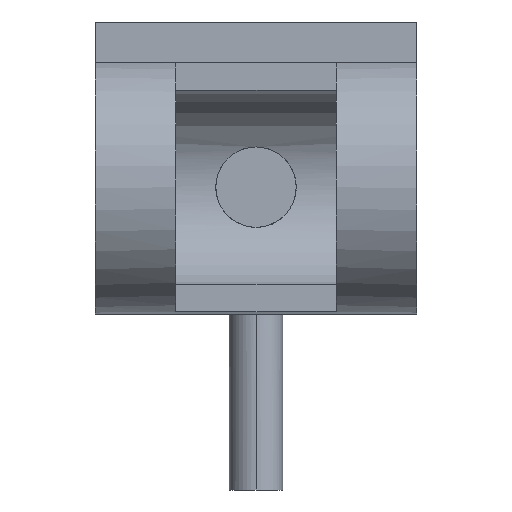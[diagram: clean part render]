
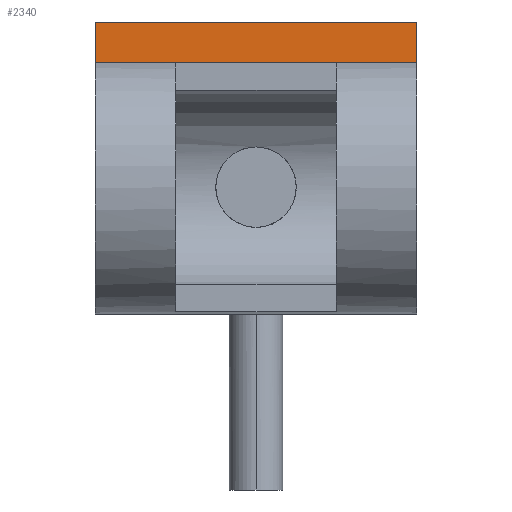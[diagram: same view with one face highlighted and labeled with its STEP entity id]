
A CAD part, front view. The second image highlights one B-rep face of the part: STEP entity #2340.
In plain terms, the highlighted planar face has unit normal (0, -1, 0).
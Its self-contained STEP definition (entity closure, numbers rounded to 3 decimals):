
#7 = CARTESIAN_POINT ( 'NONE',  ( -60., -9., 61.64 ) ) ;
#58 = AXIS2_PLACEMENT_3D ( 'NONE', #1024, #1880, #2337 ) ;
#194 = EDGE_CURVE ( 'NONE', #821, #1279, #303, .T. ) ;
#297 = DIRECTION ( 'NONE',  ( -1., 0., 0. ) ) ;
#301 = CARTESIAN_POINT ( 'NONE',  ( 60., -9., 61.64 ) ) ;
#303 = LINE ( 'NONE', #301, #1840 ) ;
#343 = DIRECTION ( 'NONE',  ( -1., 0., 0. ) ) ;
#369 = CARTESIAN_POINT ( 'NONE',  ( 60., -9., 46.64 ) ) ;
#643 = EDGE_CURVE ( 'NONE', #1690, #850, #1653, .T. ) ;
#706 = DIRECTION ( 'NONE',  ( 0., 0., -1. ) ) ;
#821 = VERTEX_POINT ( 'NONE', #2393 ) ;
#850 = VERTEX_POINT ( 'NONE', #1823 ) ;
#865 = ORIENTED_EDGE ( 'NONE', *, *, #2370, .T. ) ;
#1024 = CARTESIAN_POINT ( 'NONE',  ( 60., -9., 61.64 ) ) ;
#1078 = DIRECTION ( 'NONE',  ( 0., 0., -1. ) ) ;
#1279 = VERTEX_POINT ( 'NONE', #2219 ) ;
#1281 = VECTOR ( 'NONE', #706, 1000. ) ;
#1438 = VECTOR ( 'NONE', #343, 1000. ) ;
#1510 = EDGE_LOOP ( 'NONE', ( #865, #1691, #1687, #1685 ) ) ;
#1653 = LINE ( 'NONE', #2161, #1438 ) ;
#1685 = ORIENTED_EDGE ( 'NONE', *, *, #194, .T. ) ;
#1687 = ORIENTED_EDGE ( 'NONE', *, *, #2173, .F. ) ;
#1690 = VERTEX_POINT ( 'NONE', #369 ) ;
#1691 = ORIENTED_EDGE ( 'NONE', *, *, #643, .F. ) ;
#1823 = CARTESIAN_POINT ( 'NONE',  ( -60., -9., 46.64 ) ) ;
#1840 = VECTOR ( 'NONE', #297, 1000. ) ;
#1844 = VECTOR ( 'NONE', #1078, 1000. ) ;
#1860 = LINE ( 'NONE', #2318, #1281 ) ;
#1880 = DIRECTION ( 'NONE',  ( 0., 1., 0. ) ) ;
#2005 = FACE_OUTER_BOUND ( 'NONE', #1510, .T. ) ;
#2028 = LINE ( 'NONE', #7, #1844 ) ;
#2161 = CARTESIAN_POINT ( 'NONE',  ( 60., -9., 46.64 ) ) ;
#2173 = EDGE_CURVE ( 'NONE', #821, #1690, #1860, .T. ) ;
#2219 = CARTESIAN_POINT ( 'NONE',  ( -60., -9., 61.64 ) ) ;
#2318 = CARTESIAN_POINT ( 'NONE',  ( 60., -9., 61.64 ) ) ;
#2337 = DIRECTION ( 'NONE',  ( 0., 0., 1. ) ) ;
#2340 = ADVANCED_FACE ( 'NONE', ( #2005 ), #2446, .F. ) ;
#2370 = EDGE_CURVE ( 'NONE', #1279, #850, #2028, .T. ) ;
#2393 = CARTESIAN_POINT ( 'NONE',  ( 60., -9., 61.64 ) ) ;
#2446 = PLANE ( 'NONE',  #58 ) ;
